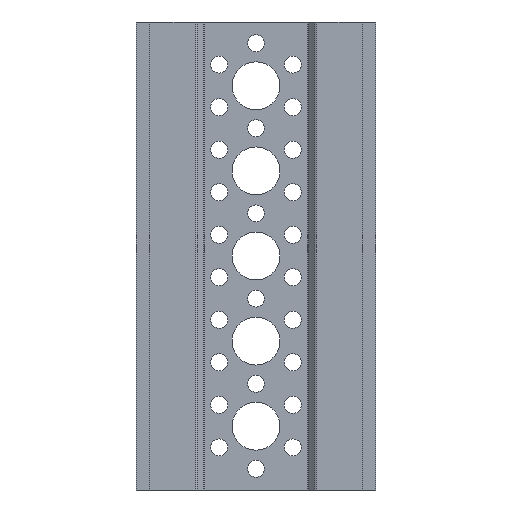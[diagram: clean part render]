
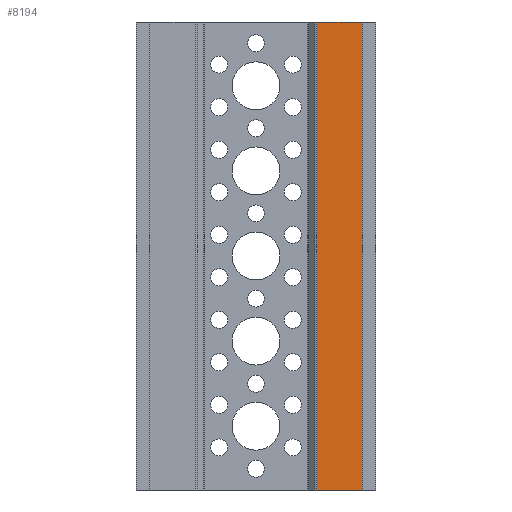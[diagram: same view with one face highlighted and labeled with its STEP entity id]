
A CAD part, front view. The second image highlights one B-rep face of the part: STEP entity #8194.
In plain terms, the highlighted planar face has unit normal (0, -1, 0).
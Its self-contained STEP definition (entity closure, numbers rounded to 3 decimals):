
#366 = PLANE ( 'NONE',  #15177 ) ;
#565 = CARTESIAN_POINT ( 'NONE',  ( 11.407, 16.5, -44. ) ) ;
#608 = LINE ( 'NONE', #1550, #14416 ) ;
#655 = VECTOR ( 'NONE', #10338, 1000. ) ;
#1006 = VERTEX_POINT ( 'NONE', #1821 ) ;
#1095 = EDGE_CURVE ( 'NONE', #5243, #2488, #11649, .T. ) ;
#1550 = CARTESIAN_POINT ( 'NONE',  ( -20., 16.5, 44. ) ) ;
#1821 = CARTESIAN_POINT ( 'NONE',  ( 11.407, 16.5, 44. ) ) ;
#2188 = DIRECTION ( 'NONE',  ( 0., 1., 0. ) ) ;
#2488 = VERTEX_POINT ( 'NONE', #8857 ) ;
#2922 = EDGE_CURVE ( 'NONE', #1006, #13407, #18601, .T. ) ;
#2961 = ORIENTED_EDGE ( 'NONE', *, *, #17015, .F. ) ;
#3055 = DIRECTION ( 'NONE',  ( 1., 0., 0. ) ) ;
#3663 = ORIENTED_EDGE ( 'NONE', *, *, #2922, .T. ) ;
#3889 = CARTESIAN_POINT ( 'NONE',  ( -20., 16.5, -44. ) ) ;
#5243 = VERTEX_POINT ( 'NONE', #7123 ) ;
#5282 = CARTESIAN_POINT ( 'NONE',  ( 11.407, 16.5, -44. ) ) ;
#6671 = DIRECTION ( 'NONE',  ( -1., 0., 0. ) ) ;
#7123 = CARTESIAN_POINT ( 'NONE',  ( 20., 16.5, 44. ) ) ;
#8194 = ADVANCED_FACE ( 'NONE', ( #16010 ), #366, .F. ) ;
#8857 = CARTESIAN_POINT ( 'NONE',  ( 20., 16.5, -44. ) ) ;
#10338 = DIRECTION ( 'NONE',  ( 1., 0., 0. ) ) ;
#11649 = LINE ( 'NONE', #18549, #11915 ) ;
#11915 = VECTOR ( 'NONE', #15520, 1000. ) ;
#12433 = EDGE_CURVE ( 'NONE', #13407, #2488, #15914, .T. ) ;
#12751 = CARTESIAN_POINT ( 'NONE',  ( -20., 16.5, 44. ) ) ;
#12963 = ORIENTED_EDGE ( 'NONE', *, *, #1095, .F. ) ;
#13407 = VERTEX_POINT ( 'NONE', #5282 ) ;
#13781 = VECTOR ( 'NONE', #19011, 1000. ) ;
#14416 = VECTOR ( 'NONE', #3055, 1000. ) ;
#15177 = AXIS2_PLACEMENT_3D ( 'NONE', #12751, #2188, #6671 ) ;
#15520 = DIRECTION ( 'NONE',  ( 0., 0., -1. ) ) ;
#15914 = LINE ( 'NONE', #3889, #655 ) ;
#16010 = FACE_OUTER_BOUND ( 'NONE', #17312, .T. ) ;
#17015 = EDGE_CURVE ( 'NONE', #1006, #5243, #608, .T. ) ;
#17312 = EDGE_LOOP ( 'NONE', ( #2961, #3663, #19690, #12963 ) ) ;
#18549 = CARTESIAN_POINT ( 'NONE',  ( 20., 16.5, 44. ) ) ;
#18601 = LINE ( 'NONE', #565, #13781 ) ;
#19011 = DIRECTION ( 'NONE',  ( 0., 0., -1. ) ) ;
#19690 = ORIENTED_EDGE ( 'NONE', *, *, #12433, .T. ) ;
